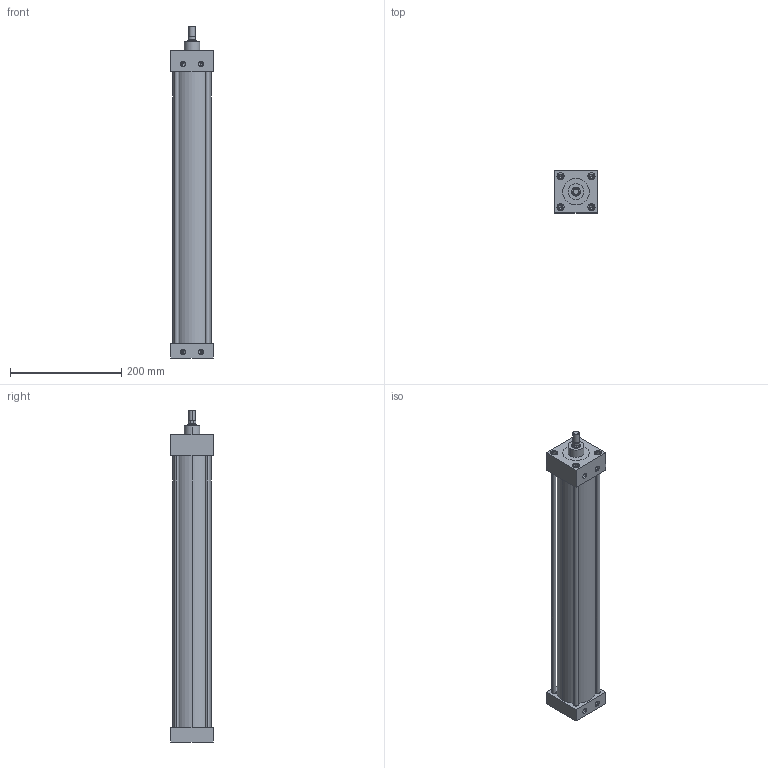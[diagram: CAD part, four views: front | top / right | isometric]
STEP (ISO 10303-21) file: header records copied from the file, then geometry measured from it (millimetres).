
FILE_DESCRIPTION (( 'STEP AP203' ), '1' );
FILE_NAME ('D240180DT-M.step', '2020-09-03T19:18:18', ( '' ), ( '' ), 'SwSTEP 2.0', 'SolidWorks 2019', '' );
FILE_SCHEMA (( 'CONFIG_CONTROL_DESIGN' ));
Length unit declared in the file: inch
Products named in the file (3): D240180DT-M_PISTON_KK1; D240180DT-M; D240180DT-M_BODY
Assembly tree (2 placements, depth 2):
  D240180DT-M
    D240180DT-M_BODY
    D240180DT-M_PISTON_KK1
Bounding box: 76.2 x 76.2 x 596.9 mm (x, y, z)
Volume: 976753.2 mm3; surface area: 345158 mm2
Topology: 2 solids, 2 shells, 200 faces, 484 edges, 293 vertices
Faces by surface type: cone 80, cylinder 62, plane 58
Entity records: 6213 total; most frequent: CARTESIAN_POINT 1274, DIRECTION 1008, ORIENTED_EDGE 916, EDGE_CURVE 458, AXIS2_PLACEMENT_3D 383, VERTEX_POINT 293, VECTOR 242, LINE 242
